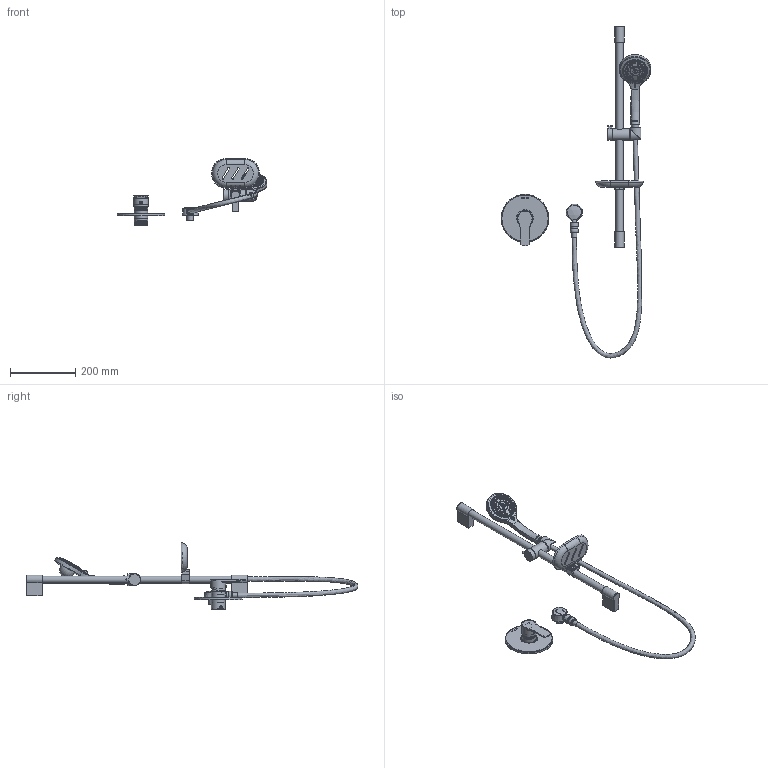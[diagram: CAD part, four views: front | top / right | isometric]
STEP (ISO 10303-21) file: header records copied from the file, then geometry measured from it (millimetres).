
FILE_DESCRIPTION (( 'STEP AP203' ), '1' );
FILE_NAME ('18DP01861.STEP', '2020-12-21T09:16:42', ( '' ), ( '' ), 'SwSTEP 2.0', 'SolidWorks 2018', '' );
FILE_SCHEMA (( 'CONFIG_CONTROL_DESIGN' ));
Length unit declared in the file: millimetre
Products named in the file (1): 18DP01861
Bounding box: 459.89 x 1018.69 x 205.59 mm (x, y, z)
Volume: 906698.7 mm3; surface area: 320501.6 mm2
Topology: 18 solids, 18 shells, 741 faces, 1657 edges, 1042 vertices
Faces by surface type: plane 286, cylinder 204, torus 124, bspline 87, cone 26, sphere 14
Full cylindrical faces by diameter (mm): 2 x9, 4 x69, 4.2 x1, 6.8 x2, 8 x1, 8.8 x1, 9.5 x1, 10 x1, 14 x1, 15 x1, 15.075 x1, 15.1 x1, 15.5 x1, 15.8 x1, 15.9 x1, 17 x1, 17.8 x1, 18.275 x1, 18.4 x1, 18.8 x2, 19 x1, 20 x1, 20.5 x1, 20.8 x3, 21.2 x1, 22 x2, 31 x1, 34 x1, 35 x2, 35.8 x1
Entity records: 30096 total; most frequent: CARTESIAN_POINT 15911, DIRECTION 2804, ORIENTED_EDGE 2574, EDGE_CURVE 1287, AXIS2_PLACEMENT_3D 1185, EDGE_LOOP 1113, FACE_OUTER_BOUND 944, VERTEX_POINT 932
